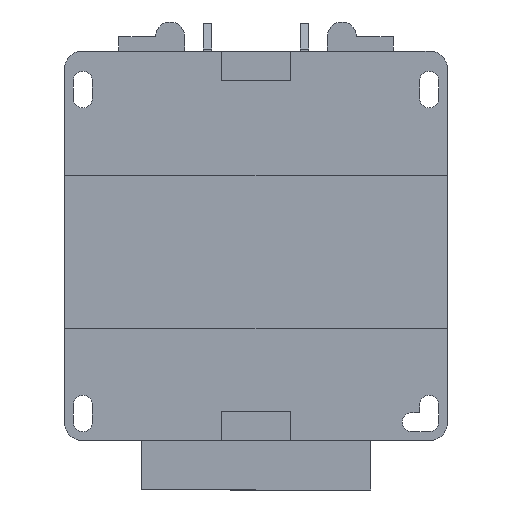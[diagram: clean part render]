
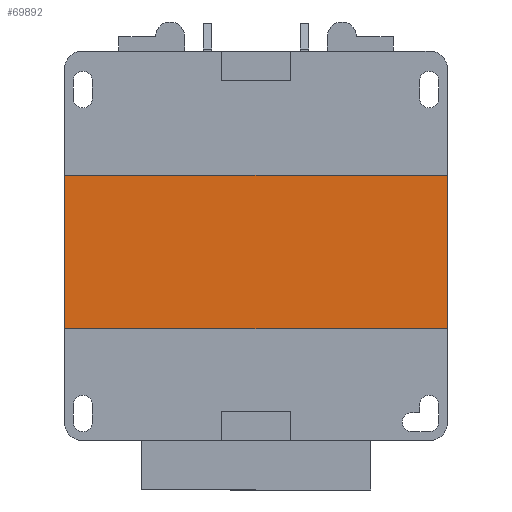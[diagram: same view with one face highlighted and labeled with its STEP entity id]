
A CAD part, front view. The second image highlights one B-rep face of the part: STEP entity #69892.
In plain terms, the highlighted planar face has unit normal (0, -1, 0).
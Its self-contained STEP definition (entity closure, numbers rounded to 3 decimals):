
#1319 = CARTESIAN_POINT ( 'NONE',  ( 44.25, -45.75, 16.25 ) ) ;
#5477 = ORIENTED_EDGE ( 'NONE', *, *, #20998, .T. ) ;
#6250 = ORIENTED_EDGE ( 'NONE', *, *, #60059, .F. ) ;
#8888 = DIRECTION ( 'NONE',  ( 0., 0., -1. ) ) ;
#9285 = LINE ( 'NONE', #33243, #9665 ) ;
#9314 = EDGE_CURVE ( 'NONE', #68921, #61465, #55045, .T. ) ;
#9402 = DIRECTION ( 'NONE',  ( 1., 0., 0. ) ) ;
#9665 = VECTOR ( 'NONE', #8888, 1000. ) ;
#16414 = ORIENTED_EDGE ( 'NONE', *, *, #37606, .T. ) ;
#20998 = EDGE_CURVE ( 'NONE', #63269, #43232, #9285, .T. ) ;
#21593 = LINE ( 'NONE', #58149, #55590 ) ;
#24242 = CARTESIAN_POINT ( 'NONE',  ( 44.25, -45.75, 16.25 ) ) ;
#25589 = DIRECTION ( 'NONE',  ( 0., 0., 1. ) ) ;
#25836 = CARTESIAN_POINT ( 'NONE',  ( -80.1, -45.75, -19.25 ) ) ;
#26120 = CARTESIAN_POINT ( 'NONE',  ( -44.25, -45.75, -19.25 ) ) ;
#29296 = ORIENTED_EDGE ( 'NONE', *, *, #9314, .T. ) ;
#29370 = FACE_OUTER_BOUND ( 'NONE', #72941, .T. ) ;
#33243 = CARTESIAN_POINT ( 'NONE',  ( -44.25, -45.75, 16.25 ) ) ;
#36089 = CARTESIAN_POINT ( 'NONE',  ( -80.1, -45.75, 16.25 ) ) ;
#37606 = EDGE_CURVE ( 'NONE', #43232, #68921, #68253, .T. ) ;
#40901 = VECTOR ( 'NONE', #9402, 1000. ) ;
#43232 = VERTEX_POINT ( 'NONE', #26120 ) ;
#51837 = DIRECTION ( 'NONE',  ( 1., 0., 0. ) ) ;
#53308 = DIRECTION ( 'NONE',  ( 0., 0., 1. ) ) ;
#55045 = LINE ( 'NONE', #1319, #75157 ) ;
#55590 = VECTOR ( 'NONE', #51837, 1000. ) ;
#58149 = CARTESIAN_POINT ( 'NONE',  ( -80.1, -45.75, 16.25 ) ) ;
#59610 = PLANE ( 'NONE',  #75282 ) ;
#60059 = EDGE_CURVE ( 'NONE', #63269, #61465, #21593, .T. ) ;
#61465 = VERTEX_POINT ( 'NONE', #24242 ) ;
#61983 = CARTESIAN_POINT ( 'NONE',  ( 44.25, -45.75, -19.25 ) ) ;
#63269 = VERTEX_POINT ( 'NONE', #65782 ) ;
#65782 = CARTESIAN_POINT ( 'NONE',  ( -44.25, -45.75, 16.25 ) ) ;
#68253 = LINE ( 'NONE', #25836, #40901 ) ;
#68921 = VERTEX_POINT ( 'NONE', #61983 ) ;
#69892 = ADVANCED_FACE ( 'NONE', ( #29370 ), #59610, .F. ) ;
#71394 = DIRECTION ( 'NONE',  ( 0., 1., 0. ) ) ;
#72941 = EDGE_LOOP ( 'NONE', ( #5477, #16414, #29296, #6250 ) ) ;
#75157 = VECTOR ( 'NONE', #25589, 1000. ) ;
#75282 = AXIS2_PLACEMENT_3D ( 'NONE', #36089, #71394, #53308 ) ;
